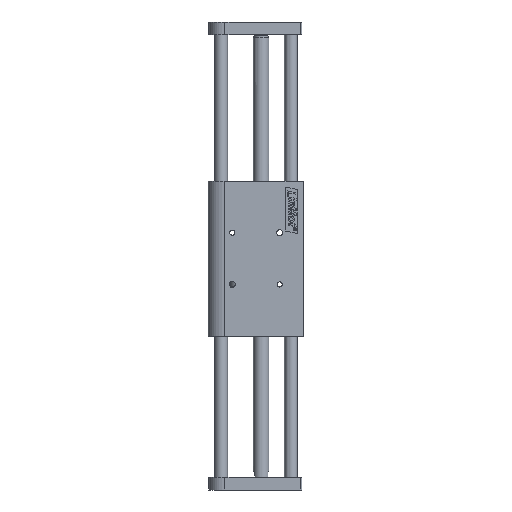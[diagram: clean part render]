
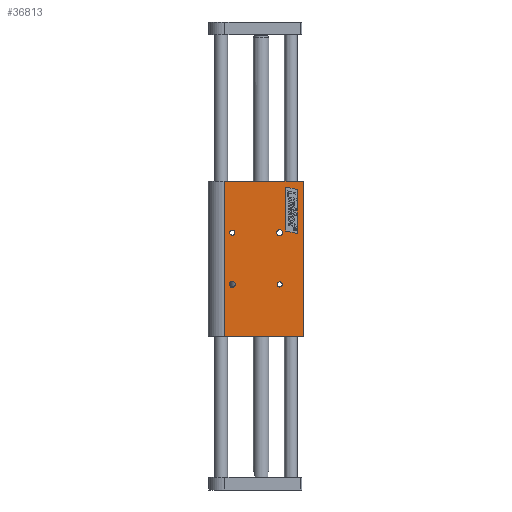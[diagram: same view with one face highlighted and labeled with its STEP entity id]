
A CAD part, left-side view. The second image highlights one B-rep face of the part: STEP entity #36813.
In plain terms, the highlighted planar face has unit normal (-1, 0, 0).
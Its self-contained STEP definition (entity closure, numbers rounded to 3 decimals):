
#2127 = DIRECTION ( 'NONE',  ( 0., 1., 0. ) ) ;
#2410 = ORIENTED_EDGE ( 'NONE', *, *, #21591, .T. ) ;
#3043 = CARTESIAN_POINT ( 'NONE',  ( -12.5, 28.5, 120. ) ) ;
#3463 = EDGE_LOOP ( 'NONE', ( #2410 ) ) ;
#5876 = CARTESIAN_POINT ( 'NONE',  ( -12.5, -17.378, 81.662 ) ) ;
#6133 = VERTEX_POINT ( 'NONE', #11293 ) ;
#6276 = EDGE_LOOP ( 'NONE', ( #17874 ) ) ;
#6831 = LINE ( 'NONE', #46128, #65775 ) ;
#6856 = CIRCLE ( 'NONE', #70727, 2.3 ) ;
#7354 = DIRECTION ( 'NONE',  ( 0., 1., 0. ) ) ;
#8293 = CARTESIAN_POINT ( 'NONE',  ( -12.5, 28.5, 0. ) ) ;
#8764 = FACE_BOUND ( 'NONE', #34952, .T. ) ;
#9006 = LINE ( 'NONE', #72267, #70184 ) ;
#9581 = AXIS2_PLACEMENT_3D ( 'NONE', #76447, #34134, #62498 ) ;
#9628 = AXIS2_PLACEMENT_3D ( 'NONE', #29241, #78952, #7354 ) ;
#11293 = CARTESIAN_POINT ( 'NONE',  ( -12.5, 28.5, 120. ) ) ;
#13956 = CARTESIAN_POINT ( 'NONE',  ( -12.5, 22.25, 78. ) ) ;
#14018 = DIRECTION ( 'NONE',  ( 0., 0., 1. ) ) ;
#14417 = CARTESIAN_POINT ( 'NONE',  ( -12.5, -14.25, 82.3 ) ) ;
#15438 = ORIENTED_EDGE ( 'NONE', *, *, #33668, .T. ) ;
#17016 = LINE ( 'NONE', #3043, #70696 ) ;
#17544 = VERTEX_POINT ( 'NONE', #90974 ) ;
#17874 = ORIENTED_EDGE ( 'NONE', *, *, #42807, .T. ) ;
#17888 = VERTEX_POINT ( 'NONE', #55173 ) ;
#19416 = DIRECTION ( 'NONE',  ( 0., 0.978, 0.208 ) ) ;
#19855 = CARTESIAN_POINT ( 'NONE',  ( -12.5, 22.25, 40. ) ) ;
#20399 = CARTESIAN_POINT ( 'NONE',  ( -12.5, -14.25, 80. ) ) ;
#21591 = EDGE_CURVE ( 'NONE', #64444, #64444, #25902, .T. ) ;
#24534 = EDGE_CURVE ( 'NONE', #52958, #17888, #37155, .T. ) ;
#25902 = CIRCLE ( 'NONE', #9581, 2. ) ;
#29122 = CARTESIAN_POINT ( 'NONE',  ( -12.5, -18.955, 0. ) ) ;
#29241 = CARTESIAN_POINT ( 'NONE',  ( -12.5, 28.5, 0. ) ) ;
#29383 = CIRCLE ( 'NONE', #57588, 2. ) ;
#29694 = LINE ( 'NONE', #58046, #67383 ) ;
#29707 = FACE_BOUND ( 'NONE', #83759, .T. ) ;
#30819 = CARTESIAN_POINT ( 'NONE',  ( -12.5, -32.5, 0. ) ) ;
#30871 = CARTESIAN_POINT ( 'NONE',  ( -12.5, -27.939, 79.415 ) ) ;
#32003 = ORIENTED_EDGE ( 'NONE', *, *, #40899, .F. ) ;
#32422 = VERTEX_POINT ( 'NONE', #67573 ) ;
#32604 = DIRECTION ( 'NONE',  ( 0., 0., -1. ) ) ;
#32683 = VECTOR ( 'NONE', #77904, 1000. ) ;
#33668 = EDGE_CURVE ( 'NONE', #63097, #55480, #29694, .T. ) ;
#34134 = DIRECTION ( 'NONE',  ( 1., 0., 0. ) ) ;
#34245 = DIRECTION ( 'NONE',  ( 0., 0., 1. ) ) ;
#34952 = EDGE_LOOP ( 'NONE', ( #32003 ) ) ;
#35332 = VERTEX_POINT ( 'NONE', #13956 ) ;
#35669 = CIRCLE ( 'NONE', #56437, 2.3 ) ;
#36709 = EDGE_LOOP ( 'NONE', ( #40719 ) ) ;
#36813 = ADVANCED_FACE ( 'NONE', ( #64581, #58061, #8764, #43657, #63205, #29707 ), #85872, .F. ) ;
#37155 = LINE ( 'NONE', #8293, #67714 ) ;
#38124 = ORIENTED_EDGE ( 'NONE', *, *, #38459, .T. ) ;
#38459 = EDGE_CURVE ( 'NONE', #32422, #6133, #17016, .T. ) ;
#40345 = LINE ( 'NONE', #5876, #90561 ) ;
#40719 = ORIENTED_EDGE ( 'NONE', *, *, #45598, .F. ) ;
#40899 = EDGE_CURVE ( 'NONE', #74944, #74944, #6856, .T. ) ;
#41114 = DIRECTION ( 'NONE',  ( 0., 0., -1. ) ) ;
#42271 = EDGE_CURVE ( 'NONE', #52958, #32422, #62864, .T. ) ;
#42807 = EDGE_CURVE ( 'NONE', #35332, #35332, #29383, .T. ) ;
#43657 = FACE_BOUND ( 'NONE', #36709, .T. ) ;
#45598 = EDGE_CURVE ( 'NONE', #47928, #47928, #35669, .T. ) ;
#46128 = CARTESIAN_POINT ( 'NONE',  ( -12.5, 28.5, 120. ) ) ;
#47129 = EDGE_CURVE ( 'NONE', #55480, #89488, #40345, .T. ) ;
#47928 = VERTEX_POINT ( 'NONE', #14417 ) ;
#48873 = ORIENTED_EDGE ( 'NONE', *, *, #86041, .T. ) ;
#48960 = DIRECTION ( 'NONE',  ( 1., 0., 0. ) ) ;
#49077 = DIRECTION ( 'NONE',  ( -1., 0., 0. ) ) ;
#49888 = CARTESIAN_POINT ( 'NONE',  ( -12.5, 22.25, 80. ) ) ;
#49997 = EDGE_CURVE ( 'NONE', #17544, #63097, #9006, .T. ) ;
#50487 = EDGE_LOOP ( 'NONE', ( #51065, #59751, #38124, #48873 ) ) ;
#51060 = DIRECTION ( 'NONE',  ( 0., 0., -1. ) ) ;
#51065 = ORIENTED_EDGE ( 'NONE', *, *, #24534, .F. ) ;
#51067 = DIRECTION ( 'NONE',  ( 0., 1., 0. ) ) ;
#51411 = CARTESIAN_POINT ( 'NONE',  ( -12.5, -14.25, 38. ) ) ;
#52958 = VERTEX_POINT ( 'NONE', #30819 ) ;
#55173 = CARTESIAN_POINT ( 'NONE',  ( -12.5, 28.5, 0. ) ) ;
#55480 = VERTEX_POINT ( 'NONE', #30871 ) ;
#56244 = CARTESIAN_POINT ( 'NONE',  ( -12.5, -18.955, 81.327 ) ) ;
#56437 = AXIS2_PLACEMENT_3D ( 'NONE', #20399, #84021, #68794 ) ;
#57001 = LINE ( 'NONE', #29122, #32683 ) ;
#57588 = AXIS2_PLACEMENT_3D ( 'NONE', #49888, #48960, #41114 ) ;
#58046 = CARTESIAN_POINT ( 'NONE',  ( -12.5, -27.939, 0. ) ) ;
#58061 = FACE_BOUND ( 'NONE', #3463, .T. ) ;
#59751 = ORIENTED_EDGE ( 'NONE', *, *, #42271, .T. ) ;
#62064 = VECTOR ( 'NONE', #14018, 1000. ) ;
#62275 = ORIENTED_EDGE ( 'NONE', *, *, #65367, .T. ) ;
#62498 = DIRECTION ( 'NONE',  ( 0., 0., -1. ) ) ;
#62864 = LINE ( 'NONE', #84160, #62064 ) ;
#63097 = VERTEX_POINT ( 'NONE', #73411 ) ;
#63205 = FACE_OUTER_BOUND ( 'NONE', #50487, .T. ) ;
#64444 = VERTEX_POINT ( 'NONE', #51411 ) ;
#64581 = FACE_BOUND ( 'NONE', #6276, .T. ) ;
#65367 = EDGE_CURVE ( 'NONE', #89488, #17544, #57001, .T. ) ;
#65775 = VECTOR ( 'NONE', #32604, 1000. ) ;
#66708 = ORIENTED_EDGE ( 'NONE', *, *, #49997, .T. ) ;
#67383 = VECTOR ( 'NONE', #51060, 1000. ) ;
#67573 = CARTESIAN_POINT ( 'NONE',  ( -12.5, -32.5, 120. ) ) ;
#67714 = VECTOR ( 'NONE', #51067, 1000. ) ;
#68794 = DIRECTION ( 'NONE',  ( 0., 0., 1. ) ) ;
#70184 = VECTOR ( 'NONE', #72733, 1000. ) ;
#70696 = VECTOR ( 'NONE', #2127, 1000. ) ;
#70727 = AXIS2_PLACEMENT_3D ( 'NONE', #19855, #49077, #34245 ) ;
#72267 = CARTESIAN_POINT ( 'NONE',  ( -12.5, -24.317, 114.21 ) ) ;
#72733 = DIRECTION ( 'NONE',  ( 0., -0.978, -0.208 ) ) ;
#73411 = CARTESIAN_POINT ( 'NONE',  ( -12.5, -27.939, 113.439 ) ) ;
#74944 = VERTEX_POINT ( 'NONE', #82760 ) ;
#76447 = CARTESIAN_POINT ( 'NONE',  ( -12.5, -14.25, 40. ) ) ;
#77904 = DIRECTION ( 'NONE',  ( 0., 0., 1. ) ) ;
#78952 = DIRECTION ( 'NONE',  ( 1., 0., 0. ) ) ;
#82419 = ORIENTED_EDGE ( 'NONE', *, *, #47129, .T. ) ;
#82760 = CARTESIAN_POINT ( 'NONE',  ( -12.5, 22.25, 42.3 ) ) ;
#83759 = EDGE_LOOP ( 'NONE', ( #15438, #82419, #62275, #66708 ) ) ;
#84021 = DIRECTION ( 'NONE',  ( -1., 0., 0. ) ) ;
#84160 = CARTESIAN_POINT ( 'NONE',  ( -12.5, -32.5, 0. ) ) ;
#85872 = PLANE ( 'NONE',  #9628 ) ;
#86041 = EDGE_CURVE ( 'NONE', #6133, #17888, #6831, .T. ) ;
#89488 = VERTEX_POINT ( 'NONE', #56244 ) ;
#90561 = VECTOR ( 'NONE', #19416, 1000. ) ;
#90974 = CARTESIAN_POINT ( 'NONE',  ( -12.5, -18.955, 115.352 ) ) ;
